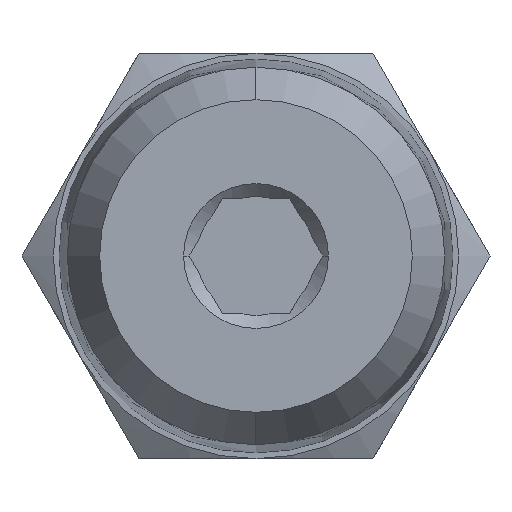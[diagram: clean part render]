
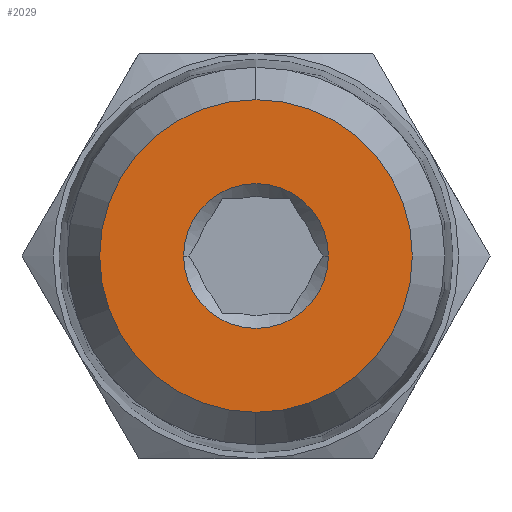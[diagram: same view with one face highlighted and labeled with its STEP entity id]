
A CAD part, front view. The second image highlights one B-rep face of the part: STEP entity #2029.
In plain terms, the highlighted planar face has unit normal (0, -1, 0).
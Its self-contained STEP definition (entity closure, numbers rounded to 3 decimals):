
#274 = PLANE ( 'NONE',  #2066 ) ;
#281 = CARTESIAN_POINT ( 'NONE',  ( 0., 0., 0. ) ) ;
#282 = DIRECTION ( 'NONE',  ( 0., -1., 0. ) ) ;
#283 = DIRECTION ( 'NONE',  ( 0., 0., -1. ) ) ;
#614 = DIRECTION ( 'NONE',  ( 0., 0., -1. ) ) ;
#615 = DIRECTION ( 'NONE',  ( 0., -1., 0. ) ) ;
#616 = CARTESIAN_POINT ( 'NONE',  ( 0., 0., 0. ) ) ;
#617 = DIRECTION ( 'NONE',  ( 1., 0., 0. ) ) ;
#618 = DIRECTION ( 'NONE',  ( 0., -1., 0. ) ) ;
#620 = CARTESIAN_POINT ( 'NONE',  ( 0., 0., 0. ) ) ;
#797 = CARTESIAN_POINT ( 'NONE',  ( -2.5, 0., 0. ) ) ;
#798 = CARTESIAN_POINT ( 'NONE',  ( 2.5, 0., 0. ) ) ;
#807 = CARTESIAN_POINT ( 'NONE',  ( 0., 0., -5.4 ) ) ;
#817 = CARTESIAN_POINT ( 'NONE',  ( 0., 0., 5.4 ) ) ;
#1171 = FACE_BOUND ( 'NONE', #2533, .T. ) ;
#1172 = FACE_OUTER_BOUND ( 'NONE', #2540, .T. ) ;
#1314 = CIRCLE ( 'NONE', #1894, 2.5 ) ;
#1335 = CIRCLE ( 'NONE', #1902, 5.4 ) ;
#1430 = CIRCLE ( 'NONE', #1922, 5.4 ) ;
#1431 = CIRCLE ( 'NONE', #1921, 2.5 ) ;
#1708 = EDGE_CURVE ( 'NONE', #2421, #2422, #1314, .T. ) ;
#1732 = EDGE_CURVE ( 'NONE', #2431, #2441, #1335, .T. ) ;
#1805 = EDGE_CURVE ( 'NONE', #2422, #2421, #1431, .T. ) ;
#1806 = EDGE_CURVE ( 'NONE', #2441, #2431, #1430, .T. ) ;
#1894 = AXIS2_PLACEMENT_3D ( 'NONE', #2825, #2823, #2822 ) ;
#1902 = AXIS2_PLACEMENT_3D ( 'NONE', #2940, #2939, #2938 ) ;
#1921 = AXIS2_PLACEMENT_3D ( 'NONE', #620, #618, #617 ) ;
#1922 = AXIS2_PLACEMENT_3D ( 'NONE', #616, #615, #614 ) ;
#2029 = ADVANCED_FACE ( 'NONE', ( #1171, #1172 ), #274, .T. ) ;
#2066 = AXIS2_PLACEMENT_3D ( 'NONE', #281, #282, #283 ) ;
#2329 = ORIENTED_EDGE ( 'NONE', *, *, #1805, .F. ) ;
#2330 = ORIENTED_EDGE ( 'NONE', *, *, #1708, .F. ) ;
#2331 = ORIENTED_EDGE ( 'NONE', *, *, #1806, .T. ) ;
#2332 = ORIENTED_EDGE ( 'NONE', *, *, #1732, .T. ) ;
#2421 = VERTEX_POINT ( 'NONE', #797 ) ;
#2422 = VERTEX_POINT ( 'NONE', #798 ) ;
#2431 = VERTEX_POINT ( 'NONE', #807 ) ;
#2441 = VERTEX_POINT ( 'NONE', #817 ) ;
#2533 = EDGE_LOOP ( 'NONE', ( #2329, #2330 ) ) ;
#2540 = EDGE_LOOP ( 'NONE', ( #2331, #2332 ) ) ;
#2822 = DIRECTION ( 'NONE',  ( 1., 0., 0. ) ) ;
#2823 = DIRECTION ( 'NONE',  ( 0., -1., 0. ) ) ;
#2825 = CARTESIAN_POINT ( 'NONE',  ( 0., 0., 0. ) ) ;
#2938 = DIRECTION ( 'NONE',  ( 0., 0., -1. ) ) ;
#2939 = DIRECTION ( 'NONE',  ( 0., -1., 0. ) ) ;
#2940 = CARTESIAN_POINT ( 'NONE',  ( 0., 0., 0. ) ) ;
